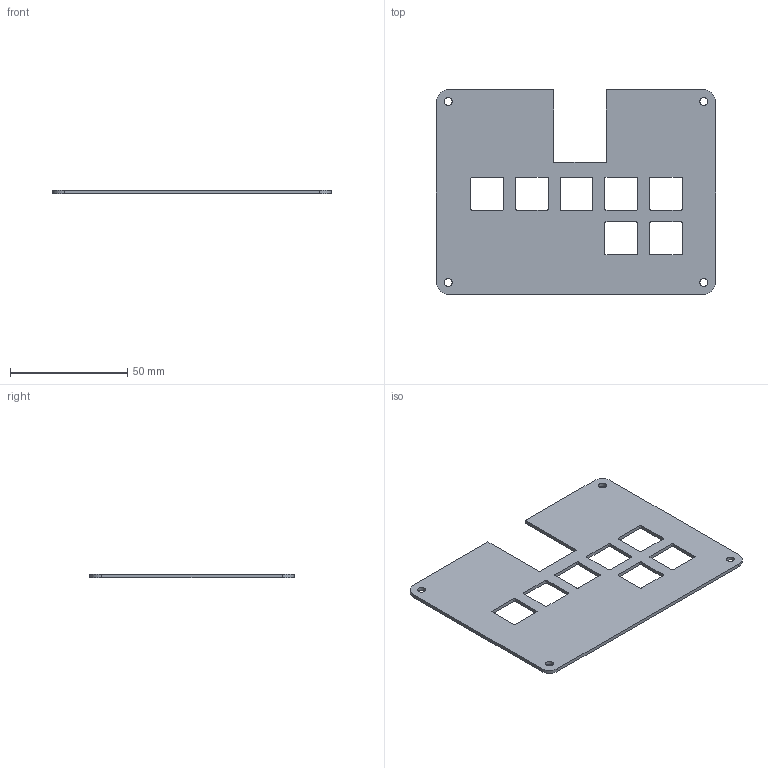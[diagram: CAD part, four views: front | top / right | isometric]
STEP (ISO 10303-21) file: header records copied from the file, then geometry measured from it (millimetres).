
FILE_DESCRIPTION(/* description */ (''),/* implementation_level */ '2;1');
FILE_NAME(/* name */ 'celestepad_top.step',/* time_stamp */ '2025-05-18T01:30:20+08:00',/* author */ (''),/* organization */ (''),/* preprocessor_version */ 'ST-DEVELOPER v20.1',/* originating_system */ 'Autodesk Translation Framework v14.4.0.0',/* authorisation */ '');
FILE_SCHEMA (('AUTOMOTIVE_DESIGN { 1 0 10303 214 3 1 1 }'));
Length unit declared in the file: millimetre
Products named in the file (1): 2025-05-17-23-46-20-219
Bounding box: 119.02 x 87.17 x 1.5 mm (x, y, z)
Volume: 12363.2 mm3; surface area: 17882.5 mm2
Topology: 1 solids, 1 shells, 313 faces, 882 edges, 588 vertices
Faces by surface type: bspline 175, plane 102, cylinder 36
Full cylindrical faces by diameter (mm): 3.4 x4
Entity records: 11795 total; most frequent: CARTESIAN_POINT 4759, ORIENTED_EDGE 1764, EDGE_CURVE 882, DIRECTION 882, VERTEX_POINT 588, LINE 460, VECTOR 460, EDGE_LOOP 352
